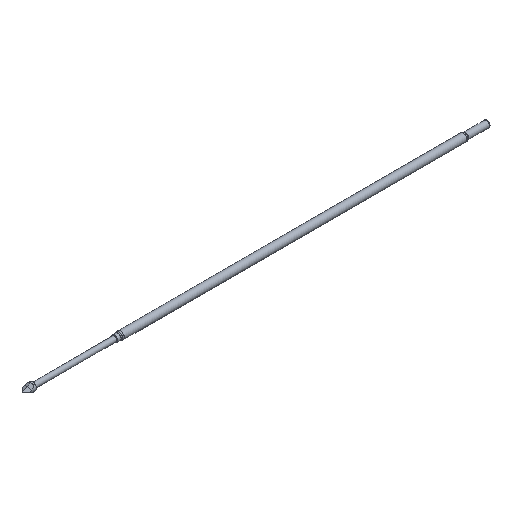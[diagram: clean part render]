
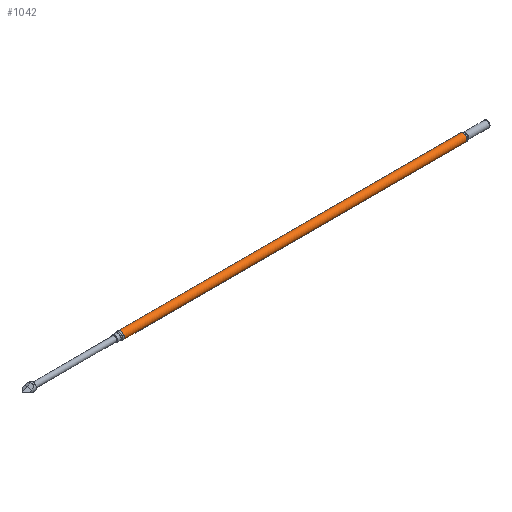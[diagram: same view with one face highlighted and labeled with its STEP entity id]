
A CAD part, isometric view. The second image highlights one B-rep face of the part: STEP entity #1042.
In plain terms, the highlighted cylindrical face has radius 0.309 mm (diameter 0.617 mm), a full revolution.
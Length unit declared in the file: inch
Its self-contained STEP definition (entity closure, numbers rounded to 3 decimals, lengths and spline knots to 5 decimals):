
#30 = VERTEX_POINT ( 'NONE', #1541 ) ;
#118 = AXIS2_PLACEMENT_3D ( 'NONE', #1590, #1432, #1454 ) ;
#143 = EDGE_CURVE ( 'NONE', #30, #30, #1266, .T. ) ;
#153 = CARTESIAN_POINT ( 'NONE',  ( 0., 0., 0. ) ) ;
#518 = ORIENTED_EDGE ( 'NONE', *, *, #143, .T. ) ;
#524 = CARTESIAN_POINT ( 'NONE',  ( 0.01951, 0., 0. ) ) ;
#563 = FACE_OUTER_BOUND ( 'NONE', #601, .T. ) ;
#572 = DIRECTION ( 'NONE',  ( -1., 0., 0. ) ) ;
#584 = CIRCLE ( 'NONE', #1980, 0.01215 ) ;
#601 = EDGE_LOOP ( 'NONE', ( #518 ) ) ;
#679 = EDGE_LOOP ( 'NONE', ( #958 ) ) ;
#958 = ORIENTED_EDGE ( 'NONE', *, *, #1298, .F. ) ;
#987 = DIRECTION ( 'NONE',  ( 0., 0., 1. ) ) ;
#1042 = ADVANCED_FACE ( 'NONE', ( #1377, #563 ), #1507, .T. ) ;
#1195 = DIRECTION ( 'NONE',  ( 0., 0., 1. ) ) ;
#1266 = CIRCLE ( 'NONE', #118, 0.01215 ) ;
#1298 = EDGE_CURVE ( 'NONE', #1522, #1522, #584, .T. ) ;
#1377 = FACE_OUTER_BOUND ( 'NONE', #679, .T. ) ;
#1432 = DIRECTION ( 'NONE',  ( -1., 0., 0. ) ) ;
#1454 = DIRECTION ( 'NONE',  ( 0., 0., 1. ) ) ;
#1494 = AXIS2_PLACEMENT_3D ( 'NONE', #153, #572, #1195 ) ;
#1507 = CYLINDRICAL_SURFACE ( 'NONE', #1494, 0.01215 ) ;
#1522 = VERTEX_POINT ( 'NONE', #1563 ) ;
#1541 = CARTESIAN_POINT ( 'NONE',  ( 1.13271, 0., 0.01215 ) ) ;
#1563 = CARTESIAN_POINT ( 'NONE',  ( 0.01951, 0., 0.01215 ) ) ;
#1590 = CARTESIAN_POINT ( 'NONE',  ( 1.13271, 0., 0. ) ) ;
#1901 = DIRECTION ( 'NONE',  ( -1., 0., 0. ) ) ;
#1980 = AXIS2_PLACEMENT_3D ( 'NONE', #524, #1901, #987 ) ;
